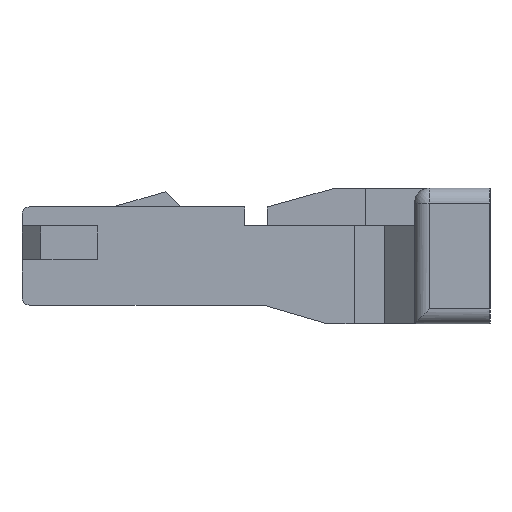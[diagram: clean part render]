
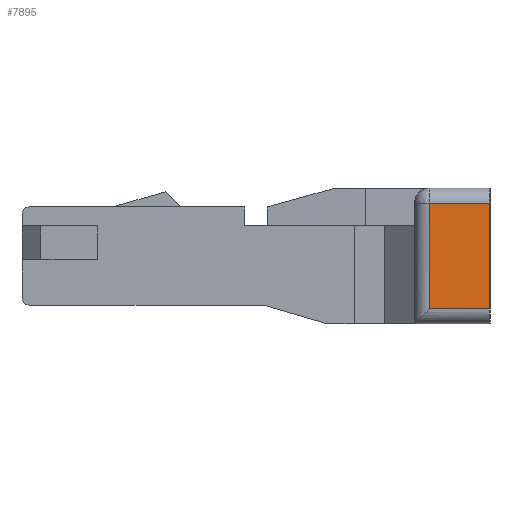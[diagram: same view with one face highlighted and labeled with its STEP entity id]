
A CAD part, left-side view. The second image highlights one B-rep face of the part: STEP entity #7895.
In plain terms, the highlighted planar face has unit normal (-1, 0, 0).
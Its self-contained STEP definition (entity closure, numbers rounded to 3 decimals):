
#55 = CYLINDRICAL_SURFACE('',#56,0.2);
#56 = AXIS2_PLACEMENT_3D('',#57,#58,#59);
#57 = CARTESIAN_POINT('',(-3.285,-10.582,-0.7));
#58 = DIRECTION('',(0.,1.,0.));
#59 = DIRECTION('',(0.,0.,-1.));
#105 = PLANE('',#106);
#106 = AXIS2_PLACEMENT_3D('',#107,#108,#109);
#107 = CARTESIAN_POINT('',(-3.485,-2.5,-0.9));
#108 = DIRECTION('',(0.,-1.,0.));
#109 = DIRECTION('',(1.,0.,0.));
#476 = EDGE_CURVE('',#477,#479,#481,.T.);
#477 = VERTEX_POINT('',#478);
#478 = CARTESIAN_POINT('',(-3.485,-2.5,-0.7));
#479 = VERTEX_POINT('',#480);
#480 = CARTESIAN_POINT('',(-3.485,-1.7,-0.7));
#481 = SURFACE_CURVE('',#482,(#486,#515),.PCURVE_S1.);
#482 = LINE('',#483,#484);
#483 = CARTESIAN_POINT('',(-3.485,-2.5,-0.7));
#484 = VECTOR('',#485,1.);
#485 = DIRECTION('',(0.,1.,0.));
#486 = PCURVE('',#55,#487);
#487 = DEFINITIONAL_REPRESENTATION('',(#488),#514);
#488 = B_SPLINE_CURVE_WITH_KNOTS('',3,(#489,#490,#491,#492,#493,#494,
    #495,#496,#497,#498,#499,#500,#501,#502,#503,#504,#505,#506,#507,
    #508,#509,#510,#511,#512,#513),.UNSPECIFIED.,.F.,.F.,(4,1,1,1,1,1,1,
    1,1,1,1,1,1,1,1,1,1,1,1,1,1,1,4),(0.,0.036,
    0.073,0.109,0.145,0.182,
    0.218,0.255,0.291,0.327,
    0.364,0.4,0.436,0.473,0.509,
    0.545,0.582,0.618,0.655,
    0.691,0.727,0.764,0.8),
  .QUASI_UNIFORM_KNOTS.);
#489 = CARTESIAN_POINT('',(1.571,8.082));
#490 = CARTESIAN_POINT('',(1.571,8.094));
#491 = CARTESIAN_POINT('',(1.571,8.119));
#492 = CARTESIAN_POINT('',(1.571,8.155));
#493 = CARTESIAN_POINT('',(1.571,8.191));
#494 = CARTESIAN_POINT('',(1.571,8.228));
#495 = CARTESIAN_POINT('',(1.571,8.264));
#496 = CARTESIAN_POINT('',(1.571,8.301));
#497 = CARTESIAN_POINT('',(1.571,8.337));
#498 = CARTESIAN_POINT('',(1.571,8.373));
#499 = CARTESIAN_POINT('',(1.571,8.41));
#500 = CARTESIAN_POINT('',(1.571,8.446));
#501 = CARTESIAN_POINT('',(1.571,8.482));
#502 = CARTESIAN_POINT('',(1.571,8.519));
#503 = CARTESIAN_POINT('',(1.571,8.555));
#504 = CARTESIAN_POINT('',(1.571,8.591));
#505 = CARTESIAN_POINT('',(1.571,8.628));
#506 = CARTESIAN_POINT('',(1.571,8.664));
#507 = CARTESIAN_POINT('',(1.571,8.701));
#508 = CARTESIAN_POINT('',(1.571,8.737));
#509 = CARTESIAN_POINT('',(1.571,8.773));
#510 = CARTESIAN_POINT('',(1.571,8.81));
#511 = CARTESIAN_POINT('',(1.571,8.846));
#512 = CARTESIAN_POINT('',(1.571,8.87));
#513 = CARTESIAN_POINT('',(1.571,8.882));
#514 = ( GEOMETRIC_REPRESENTATION_CONTEXT(2) 
PARAMETRIC_REPRESENTATION_CONTEXT() REPRESENTATION_CONTEXT('2D SPACE',''
  ) );
#515 = PCURVE('',#516,#521);
#516 = PLANE('',#517);
#517 = AXIS2_PLACEMENT_3D('',#518,#519,#520);
#518 = CARTESIAN_POINT('',(-3.485,-1.5,-0.9));
#519 = DIRECTION('',(-1.,0.,0.));
#520 = DIRECTION('',(0.,-1.,0.));
#521 = DEFINITIONAL_REPRESENTATION('',(#522),#526);
#522 = LINE('',#523,#524);
#523 = CARTESIAN_POINT('',(1.,0.2));
#524 = VECTOR('',#525,1.);
#525 = DIRECTION('',(-1.,0.));
#526 = ( GEOMETRIC_REPRESENTATION_CONTEXT(2) 
PARAMETRIC_REPRESENTATION_CONTEXT() REPRESENTATION_CONTEXT('2D SPACE',''
  ) );
#593 = CYLINDRICAL_SURFACE('',#594,0.2);
#594 = AXIS2_PLACEMENT_3D('',#595,#596,#597);
#595 = CARTESIAN_POINT('',(-3.285,-1.7,-3.246));
#596 = DIRECTION('',(0.,0.,1.));
#597 = DIRECTION('',(0.,1.,0.));
#880 = EDGE_CURVE('',#477,#881,#883,.T.);
#881 = VERTEX_POINT('',#882);
#882 = CARTESIAN_POINT('',(-3.485,-2.5,0.7));
#883 = SURFACE_CURVE('',#884,(#888,#895),.PCURVE_S1.);
#884 = LINE('',#885,#886);
#885 = CARTESIAN_POINT('',(-3.485,-2.5,-0.7));
#886 = VECTOR('',#887,1.);
#887 = DIRECTION('',(0.,0.,1.));
#888 = PCURVE('',#105,#889);
#889 = DEFINITIONAL_REPRESENTATION('',(#890),#894);
#890 = LINE('',#891,#892);
#891 = CARTESIAN_POINT('',(0.,0.2));
#892 = VECTOR('',#893,1.);
#893 = DIRECTION('',(0.,1.));
#894 = ( GEOMETRIC_REPRESENTATION_CONTEXT(2) 
PARAMETRIC_REPRESENTATION_CONTEXT() REPRESENTATION_CONTEXT('2D SPACE',''
  ) );
#895 = PCURVE('',#516,#896);
#896 = DEFINITIONAL_REPRESENTATION('',(#897),#901);
#897 = LINE('',#898,#899);
#898 = CARTESIAN_POINT('',(1.,0.2));
#899 = VECTOR('',#900,1.);
#900 = DIRECTION('',(0.,1.));
#901 = ( GEOMETRIC_REPRESENTATION_CONTEXT(2) 
PARAMETRIC_REPRESENTATION_CONTEXT() REPRESENTATION_CONTEXT('2D SPACE',''
  ) );
#920 = CYLINDRICAL_SURFACE('',#921,0.2);
#921 = AXIS2_PLACEMENT_3D('',#922,#923,#924);
#922 = CARTESIAN_POINT('',(-3.285,-10.582,0.7));
#923 = DIRECTION('',(0.,1.,0.));
#924 = DIRECTION('',(-1.,0.,0.));
#7784 = VERTEX_POINT('',#7785);
#7785 = CARTESIAN_POINT('',(-3.485,-1.7,0.7));
#7853 = EDGE_CURVE('',#479,#7784,#7854,.T.);
#7854 = SURFACE_CURVE('',#7855,(#7859,#7888),.PCURVE_S1.);
#7855 = LINE('',#7856,#7857);
#7856 = CARTESIAN_POINT('',(-3.485,-1.7,-0.7));
#7857 = VECTOR('',#7858,1.);
#7858 = DIRECTION('',(0.,0.,1.));
#7859 = PCURVE('',#593,#7860);
#7860 = DEFINITIONAL_REPRESENTATION('',(#7861),#7887);
#7861 = B_SPLINE_CURVE_WITH_KNOTS('',3,(#7862,#7863,#7864,#7865,#7866,
    #7867,#7868,#7869,#7870,#7871,#7872,#7873,#7874,#7875,#7876,#7877,
    #7878,#7879,#7880,#7881,#7882,#7883,#7884,#7885,#7886),
  .UNSPECIFIED.,.F.,.F.,(4,1,1,1,1,1,1,1,1,1,1,1,1,1,1,1,1,1,1,1,1,1,4),
  (0.,0.064,0.127,0.191,
    0.255,0.318,0.382,0.445,
    0.509,0.573,0.636,0.7,0.764,
    0.827,0.891,0.955,1.018,
    1.082,1.145,1.209,1.273,
    1.336,1.4),.QUASI_UNIFORM_KNOTS.);
#7862 = CARTESIAN_POINT('',(1.571,2.546));
#7863 = CARTESIAN_POINT('',(1.571,2.568));
#7864 = CARTESIAN_POINT('',(1.571,2.61));
#7865 = CARTESIAN_POINT('',(1.571,2.674));
#7866 = CARTESIAN_POINT('',(1.571,2.737));
#7867 = CARTESIAN_POINT('',(1.571,2.801));
#7868 = CARTESIAN_POINT('',(1.571,2.865));
#7869 = CARTESIAN_POINT('',(1.571,2.928));
#7870 = CARTESIAN_POINT('',(1.571,2.992));
#7871 = CARTESIAN_POINT('',(1.571,3.056));
#7872 = CARTESIAN_POINT('',(1.571,3.119));
#7873 = CARTESIAN_POINT('',(1.571,3.183));
#7874 = CARTESIAN_POINT('',(1.571,3.246));
#7875 = CARTESIAN_POINT('',(1.571,3.31));
#7876 = CARTESIAN_POINT('',(1.571,3.374));
#7877 = CARTESIAN_POINT('',(1.571,3.437));
#7878 = CARTESIAN_POINT('',(1.571,3.501));
#7879 = CARTESIAN_POINT('',(1.571,3.565));
#7880 = CARTESIAN_POINT('',(1.571,3.628));
#7881 = CARTESIAN_POINT('',(1.571,3.692));
#7882 = CARTESIAN_POINT('',(1.571,3.756));
#7883 = CARTESIAN_POINT('',(1.571,3.819));
#7884 = CARTESIAN_POINT('',(1.571,3.883));
#7885 = CARTESIAN_POINT('',(1.571,3.925));
#7886 = CARTESIAN_POINT('',(1.571,3.946));
#7887 = ( GEOMETRIC_REPRESENTATION_CONTEXT(2) 
PARAMETRIC_REPRESENTATION_CONTEXT() REPRESENTATION_CONTEXT('2D SPACE',''
  ) );
#7888 = PCURVE('',#516,#7889);
#7889 = DEFINITIONAL_REPRESENTATION('',(#7890),#7894);
#7890 = LINE('',#7891,#7892);
#7891 = CARTESIAN_POINT('',(0.2,0.2));
#7892 = VECTOR('',#7893,1.);
#7893 = DIRECTION('',(0.,1.));
#7894 = ( GEOMETRIC_REPRESENTATION_CONTEXT(2) 
PARAMETRIC_REPRESENTATION_CONTEXT() REPRESENTATION_CONTEXT('2D SPACE',''
  ) );
#7895 = ADVANCED_FACE('',(#7896),#516,.T.);
#7896 = FACE_BOUND('',#7897,.F.);
#7897 = EDGE_LOOP('',(#7898,#7941,#7942,#7943));
#7898 = ORIENTED_EDGE('',*,*,#7899,.F.);
#7899 = EDGE_CURVE('',#881,#7784,#7900,.T.);
#7900 = SURFACE_CURVE('',#7901,(#7905,#7912),.PCURVE_S1.);
#7901 = LINE('',#7902,#7903);
#7902 = CARTESIAN_POINT('',(-3.485,-2.5,0.7));
#7903 = VECTOR('',#7904,1.);
#7904 = DIRECTION('',(0.,1.,0.));
#7905 = PCURVE('',#516,#7906);
#7906 = DEFINITIONAL_REPRESENTATION('',(#7907),#7911);
#7907 = LINE('',#7908,#7909);
#7908 = CARTESIAN_POINT('',(1.,1.6));
#7909 = VECTOR('',#7910,1.);
#7910 = DIRECTION('',(-1.,0.));
#7911 = ( GEOMETRIC_REPRESENTATION_CONTEXT(2) 
PARAMETRIC_REPRESENTATION_CONTEXT() REPRESENTATION_CONTEXT('2D SPACE',''
  ) );
#7912 = PCURVE('',#920,#7913);
#7913 = DEFINITIONAL_REPRESENTATION('',(#7914),#7940);
#7914 = B_SPLINE_CURVE_WITH_KNOTS('',3,(#7915,#7916,#7917,#7918,#7919,
    #7920,#7921,#7922,#7923,#7924,#7925,#7926,#7927,#7928,#7929,#7930,
    #7931,#7932,#7933,#7934,#7935,#7936,#7937,#7938,#7939),
  .UNSPECIFIED.,.F.,.F.,(4,1,1,1,1,1,1,1,1,1,1,1,1,1,1,1,1,1,1,1,1,1,4),
  (0.,0.036,0.073,0.109,
    0.145,0.182,0.218,0.255,
    0.291,0.327,0.364,0.4,0.436,
    0.473,0.509,0.545,0.582,
    0.618,0.655,0.691,0.727,
    0.764,0.8),.QUASI_UNIFORM_KNOTS.);
#7915 = CARTESIAN_POINT('',(0.,8.082));
#7916 = CARTESIAN_POINT('',(0.,8.094));
#7917 = CARTESIAN_POINT('',(0.,8.119));
#7918 = CARTESIAN_POINT('',(0.,8.155));
#7919 = CARTESIAN_POINT('',(0.,8.191));
#7920 = CARTESIAN_POINT('',(0.,8.228));
#7921 = CARTESIAN_POINT('',(0.,8.264));
#7922 = CARTESIAN_POINT('',(0.,8.301));
#7923 = CARTESIAN_POINT('',(0.,8.337));
#7924 = CARTESIAN_POINT('',(0.,8.373));
#7925 = CARTESIAN_POINT('',(0.,8.41));
#7926 = CARTESIAN_POINT('',(0.,8.446));
#7927 = CARTESIAN_POINT('',(0.,8.482));
#7928 = CARTESIAN_POINT('',(0.,8.519));
#7929 = CARTESIAN_POINT('',(0.,8.555));
#7930 = CARTESIAN_POINT('',(0.,8.591));
#7931 = CARTESIAN_POINT('',(0.,8.628));
#7932 = CARTESIAN_POINT('',(0.,8.664));
#7933 = CARTESIAN_POINT('',(0.,8.701));
#7934 = CARTESIAN_POINT('',(0.,8.737));
#7935 = CARTESIAN_POINT('',(0.,8.773));
#7936 = CARTESIAN_POINT('',(0.,8.81));
#7937 = CARTESIAN_POINT('',(0.,8.846));
#7938 = CARTESIAN_POINT('',(0.,8.87));
#7939 = CARTESIAN_POINT('',(0.,8.882));
#7940 = ( GEOMETRIC_REPRESENTATION_CONTEXT(2) 
PARAMETRIC_REPRESENTATION_CONTEXT() REPRESENTATION_CONTEXT('2D SPACE',''
  ) );
#7941 = ORIENTED_EDGE('',*,*,#880,.F.);
#7942 = ORIENTED_EDGE('',*,*,#476,.T.);
#7943 = ORIENTED_EDGE('',*,*,#7853,.T.);
